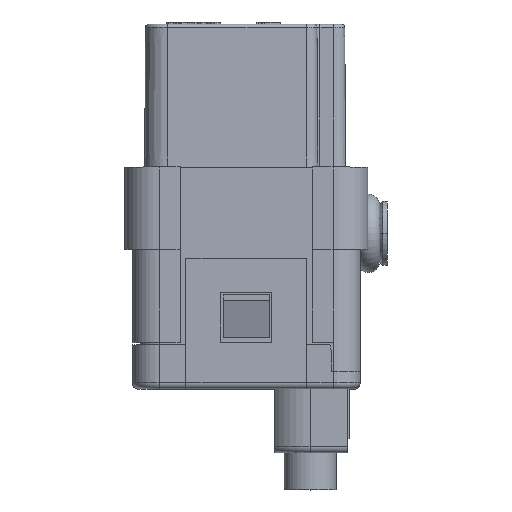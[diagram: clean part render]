
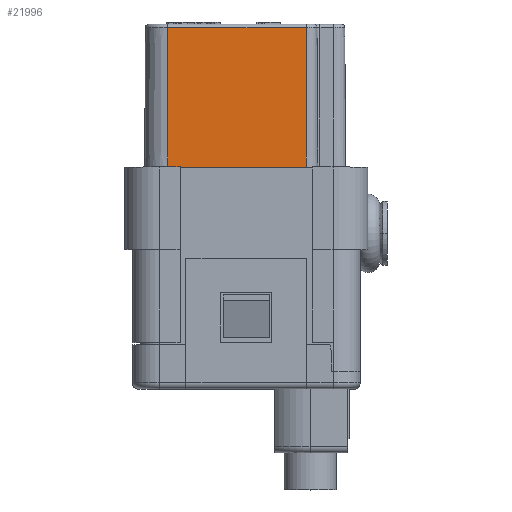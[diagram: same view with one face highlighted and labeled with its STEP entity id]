
A CAD part, top view. The second image highlights one B-rep face of the part: STEP entity #21996.
In plain terms, the highlighted planar face has unit normal (0, 0.005, 1).
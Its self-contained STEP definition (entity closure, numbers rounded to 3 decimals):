
#4973=DIRECTION('',(-1.,0.,0.));
#4974=VECTOR('',#4973,11.9);
#4975=CARTESIAN_POINT('',(5.142,-12.3,8.95));
#4976=LINE('',#4975,#4974);
#7494=DIRECTION('',(0.,-1.,0.005));
#7495=VECTOR('',#7494,12.002);
#7496=CARTESIAN_POINT('',(-6.758,-0.298,
8.887));
#7497=LINE('',#7496,#7495);
#7498=DIRECTION('',(1.,0.,0.));
#7499=VECTOR('',#7498,11.9);
#7500=CARTESIAN_POINT('',(-6.758,-0.298,
8.887));
#7501=LINE('',#7500,#7499);
#7502=DIRECTION('',(0.,-1.,0.005));
#7503=VECTOR('',#7502,12.002);
#7504=CARTESIAN_POINT('',(5.142,-0.298,
8.887));
#7505=LINE('',#7504,#7503);
#11354=CARTESIAN_POINT('',(-6.758,-12.3,8.95));
#11355=VERTEX_POINT('',#11354);
#11358=CARTESIAN_POINT('',(5.142,-12.3,8.95));
#11359=VERTEX_POINT('',#11358);
#11396=CARTESIAN_POINT('',(5.142,-0.298,8.887));
#11397=VERTEX_POINT('',#11396);
#11400=CARTESIAN_POINT('',(-6.758,-0.298,
8.887));
#11401=VERTEX_POINT('',#11400);
#21984=CARTESIAN_POINT('',(6.731,-12.3,8.95));
#21985=DIRECTION('',(0.,-0.005,-1.));
#21986=DIRECTION('',(-1.,0.,0.));
#21987=AXIS2_PLACEMENT_3D('',#21984,#21985,#21986);
#21988=PLANE('',#21987);
#21989=ORIENTED_EDGE('',*,*,#18126,.T.);
#21991=ORIENTED_EDGE('',*,*,#21990,.T.);
#21992=ORIENTED_EDGE('',*,*,#18314,.T.);
#21993=ORIENTED_EDGE('',*,*,#21977,.F.);
#21994=EDGE_LOOP('',(#21989,#21991,#21992,#21993));
#21995=FACE_OUTER_BOUND('',#21994,.F.);
#21996=ADVANCED_FACE('',(#21995),#21988,.F.);
#18126=EDGE_CURVE('',#11401,#11397,#7501,.T.);
#18314=EDGE_CURVE('',#11359,#11355,#4976,.T.);
#21977=EDGE_CURVE('',#11401,#11355,#7497,.T.);
#21990=EDGE_CURVE('',#11397,#11359,#7505,.T.);
